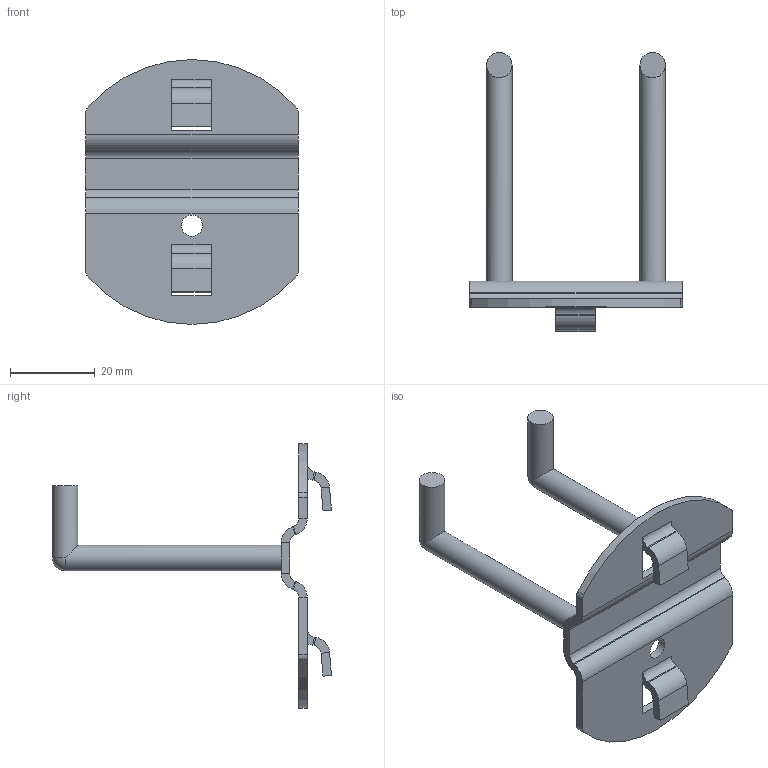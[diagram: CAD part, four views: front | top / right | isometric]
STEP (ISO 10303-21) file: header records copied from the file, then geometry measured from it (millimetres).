
FILE_DESCRIPTION((''),'2;1');
FILE_NAME('86505.stp','2020-12-15T12:07:13',('arma03'),(''),'Autodesk Inventor 2013','Autodesk Inventor 2013','');
FILE_SCHEMA(('AUTOMOTIVE_DESIGN { 1 0 10303 214 1 1 1 1 }'));
Length unit declared in the file: millimetre
Products named in the file (1): 86505
Bounding box: 50.2 x 65.87 x 62.51 mm (x, y, z)
Volume: 9770.1 mm3; surface area: 9161 mm2
Topology: 1 solids, 1 shells, 91 faces, 200 edges, 113 vertices
Faces by surface type: plane 62, cylinder 27, sphere 2
Full cylindrical faces by diameter (mm): 5 x1, 6 x4
Entity records: 2412 total; most frequent: DIRECTION 436, CARTESIAN_POINT 394, ORIENTED_EDGE 384, EDGE_CURVE 192, AXIS2_PLACEMENT_3D 152, VECTOR 132, LINE 132, VERTEX_POINT 110
